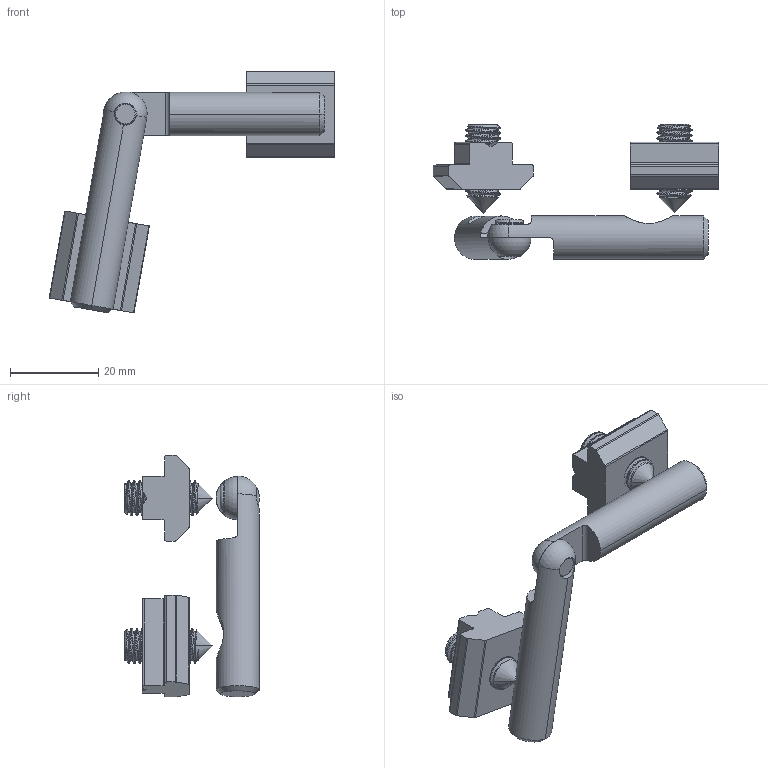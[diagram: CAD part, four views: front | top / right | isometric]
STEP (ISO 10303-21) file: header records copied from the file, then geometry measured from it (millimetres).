
FILE_DESCRIPTION (( 'STEP AP203' ), '1' );
FILE_NAME ('099BG100810180.STEP', '2016-05-17T14:17:36', ( '' ), ( '' ), 'SwSTEP 2.0', 'SolidWorks 2016', '' );
FILE_SCHEMA (( 'CONFIG_CONTROL_DESIGN' ));
Length unit declared in the file: millimetre
Products named in the file (7): 099BG100810180R03; 099BG100810180R04_099BG10081090R04; 099BG100810180; 096038_096038; 099BG100810180R01_R01; 4ISO4027M0820M_4ISO4027M0820MS01; 099BG100810180R01_R02
Assembly tree (8 placements, depth 3):
  099BG100810180
    4ISO4027M0820M_4ISO4027M0820MS01  x2
    096038_096038  x2
    099BG100810180R04_099BG10081090R04
      099BG100810180R01_R01
      099BG100810180R01_R02
      099BG100810180R03
Bounding box: 64.64 x 30.5 x 54.77 mm (x, y, z)
Volume: 12326.2 mm3; surface area: 8005.5 mm2
Topology: 7 solids, 7 shells, 348 faces, 890 edges, 544 vertices
Faces by surface type: plane 271, cylinder 39, cone 24, bspline 10, sphere 2, torus 2
Entity records: 20988 total; most frequent: CARTESIAN_POINT 13493, ORIENTED_EDGE 1446, DIRECTION 1342, EDGE_CURVE 723, AXIS2_PLACEMENT_3D 464, VERTEX_POINT 445, LINE 414, VECTOR 414
